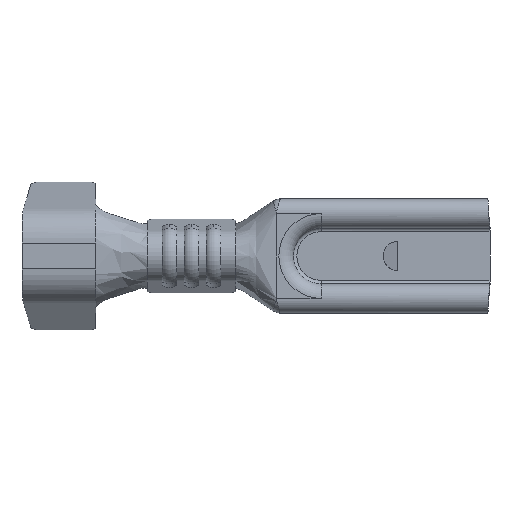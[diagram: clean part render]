
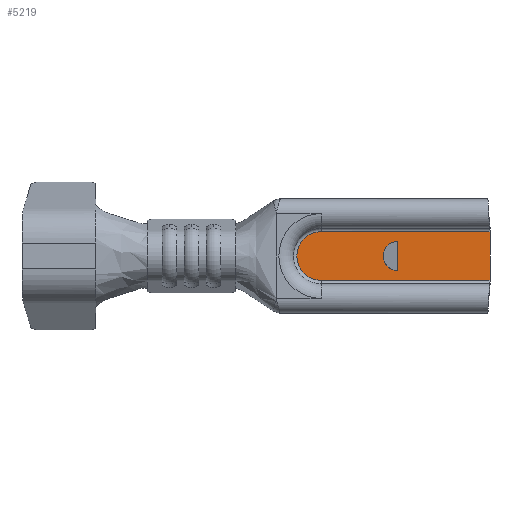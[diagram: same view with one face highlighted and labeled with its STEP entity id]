
A CAD part, front view. The second image highlights one B-rep face of the part: STEP entity #5219.
In plain terms, the highlighted planar face has unit normal (0, -1, 0).
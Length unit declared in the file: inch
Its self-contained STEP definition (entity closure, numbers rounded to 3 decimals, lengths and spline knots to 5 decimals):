
#17 = VERTEX_POINT ( 'NONE', #4746 ) ;
#150 = VERTEX_POINT ( 'NONE', #4225 ) ;
#163 = DIRECTION ( 'NONE',  ( 0., 0., 1. ) ) ;
#275 = VECTOR ( 'NONE', #1925, 39.37008 ) ;
#666 = EDGE_LOOP ( 'NONE', ( #3602, #6893, #1210, #6583 ) ) ;
#691 = CARTESIAN_POINT ( 'NONE',  ( 0., -0.01, -0.033 ) ) ;
#812 = CARTESIAN_POINT ( 'NONE',  ( 0., -0.01, -0.033 ) ) ;
#858 = LINE ( 'NONE', #6326, #2095 ) ;
#869 = AXIS2_PLACEMENT_3D ( 'NONE', #6609, #3368, #163 ) ;
#895 = VERTEX_POINT ( 'NONE', #812 ) ;
#1210 = ORIENTED_EDGE ( 'NONE', *, *, #3233, .F. ) ;
#1232 = VECTOR ( 'NONE', #3935, 39.37008 ) ;
#1315 = CARTESIAN_POINT ( 'NONE',  ( -0.229, -0.01, -0.033 ) ) ;
#1409 = CARTESIAN_POINT ( 'NONE',  ( -0.229, -0.01, -0.033 ) ) ;
#1614 = ORIENTED_EDGE ( 'NONE', *, *, #1915, .F. ) ;
#1730 = VERTEX_POINT ( 'NONE', #6523 ) ;
#1755 = FACE_BOUND ( 'NONE', #3201, .T. ) ;
#1838 = DIRECTION ( 'NONE',  ( 0., -1., 0. ) ) ;
#1915 = EDGE_CURVE ( 'NONE', #17, #1730, #4887, .T. ) ;
#1925 = DIRECTION ( 'NONE',  ( 1., 0., 0. ) ) ;
#1930 = FACE_OUTER_BOUND ( 'NONE', #666, .T. ) ;
#2095 = VECTOR ( 'NONE', #4204, 39.37008 ) ;
#2254 = DIRECTION ( 'NONE',  ( 0., 1., 0. ) ) ;
#2288 = LINE ( 'NONE', #1409, #3585 ) ;
#2465 = DIRECTION ( 'NONE',  ( 1., 0., 0. ) ) ;
#2511 = VERTEX_POINT ( 'NONE', #2705 ) ;
#2705 = CARTESIAN_POINT ( 'NONE',  ( -0.229, -0.01, -0.033 ) ) ;
#2809 = EDGE_CURVE ( 'NONE', #2511, #895, #2288, .T. ) ;
#3201 = EDGE_LOOP ( 'NONE', ( #6882, #1614 ) ) ;
#3233 = EDGE_CURVE ( 'NONE', #2511, #6989, #5891, .T. ) ;
#3368 = DIRECTION ( 'NONE',  ( 0., -1., 0. ) ) ;
#3585 = VECTOR ( 'NONE', #2465, 39.37008 ) ;
#3602 = ORIENTED_EDGE ( 'NONE', *, *, #6582, .F. ) ;
#3935 = DIRECTION ( 'NONE',  ( 0., 0., -1. ) ) ;
#4204 = DIRECTION ( 'NONE',  ( 0., 0., 1. ) ) ;
#4225 = CARTESIAN_POINT ( 'NONE',  ( 0., -0.01, 0.033 ) ) ;
#4553 = AXIS2_PLACEMENT_3D ( 'NONE', #1315, #1838, #5669 ) ;
#4577 = PLANE ( 'NONE',  #4553 ) ;
#4746 = CARTESIAN_POINT ( 'NONE',  ( -0.125, -0.01, 0.02 ) ) ;
#4887 = CIRCLE ( 'NONE', #869, 0.02 ) ;
#5219 = ADVANCED_FACE ( 'NONE', ( #1755, #1930 ), #4577, .T. ) ;
#5552 = EDGE_CURVE ( 'NONE', #6989, #150, #5687, .T. ) ;
#5560 = CARTESIAN_POINT ( 'NONE',  ( -0.229, -0.01, 0. ) ) ;
#5581 = LINE ( 'NONE', #691, #1232 ) ;
#5628 = EDGE_CURVE ( 'NONE', #1730, #17, #858, .T. ) ;
#5669 = DIRECTION ( 'NONE',  ( 0., 0., -1. ) ) ;
#5687 = LINE ( 'NONE', #5749, #275 ) ;
#5749 = CARTESIAN_POINT ( 'NONE',  ( -0.229, -0.01, 0.033 ) ) ;
#5891 = CIRCLE ( 'NONE', #6739, 0.033 ) ;
#6093 = DIRECTION ( 'NONE',  ( 0., 0., 1. ) ) ;
#6326 = CARTESIAN_POINT ( 'NONE',  ( -0.125, -0.01, -0.02 ) ) ;
#6484 = CARTESIAN_POINT ( 'NONE',  ( -0.229, -0.01, 0.033 ) ) ;
#6523 = CARTESIAN_POINT ( 'NONE',  ( -0.125, -0.01, -0.02 ) ) ;
#6582 = EDGE_CURVE ( 'NONE', #150, #895, #5581, .T. ) ;
#6583 = ORIENTED_EDGE ( 'NONE', *, *, #2809, .T. ) ;
#6609 = CARTESIAN_POINT ( 'NONE',  ( -0.125, -0.01, 0. ) ) ;
#6739 = AXIS2_PLACEMENT_3D ( 'NONE', #5560, #2254, #6093 ) ;
#6882 = ORIENTED_EDGE ( 'NONE', *, *, #5628, .F. ) ;
#6893 = ORIENTED_EDGE ( 'NONE', *, *, #5552, .F. ) ;
#6989 = VERTEX_POINT ( 'NONE', #6484 ) ;
